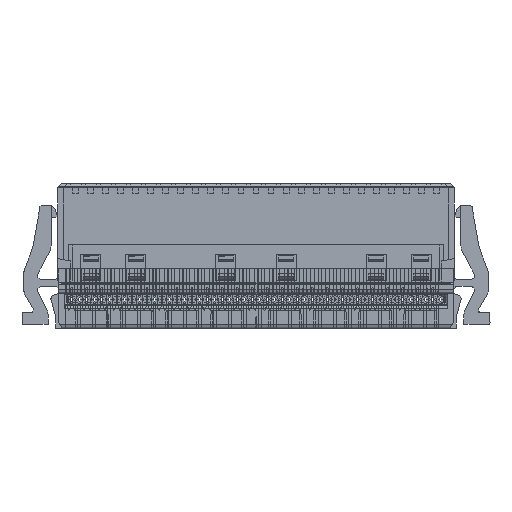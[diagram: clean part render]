
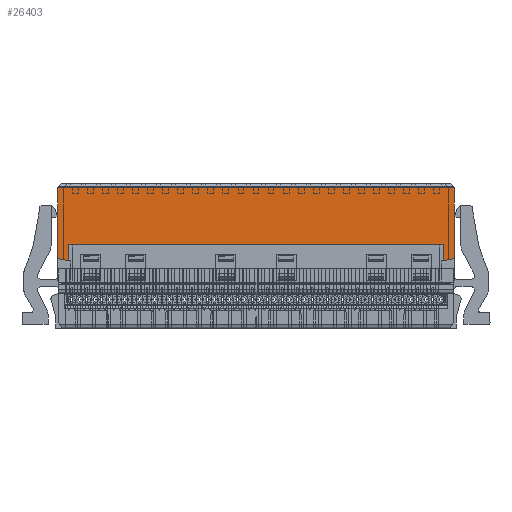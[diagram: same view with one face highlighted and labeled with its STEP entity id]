
A CAD part, front view. The second image highlights one B-rep face of the part: STEP entity #26403.
In plain terms, the highlighted planar face has unit normal (0, -1, 0).
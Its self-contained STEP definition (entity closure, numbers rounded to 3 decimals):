
#26353=AXIS2_PLACEMENT_3D('Plane Axis2P3D',#26350,#26351,#26352) ;
#24638=CARTESIAN_POINT('Vertex',(1.193,-409.175,9.429)) ;
#24641=CARTESIAN_POINT('Line Origine',(1.193,-409.175,6.439)) ;
#24645=CARTESIAN_POINT('Vertex',(1.193,-409.175,3.45)) ;
#25308=CARTESIAN_POINT('Vertex',(-32.308,-409.175,3.45)) ;
#25311=CARTESIAN_POINT('Line Origine',(-32.308,-409.175,6.439)) ;
#25315=CARTESIAN_POINT('Vertex',(-32.307,-409.175,9.429)) ;
#26350=CARTESIAN_POINT('Axis2P3D Location',(-32.552,-409.175,9.97)) ;
#26355=CARTESIAN_POINT('Line Origine',(-15.557,-409.175,9.429)) ;
#26360=CARTESIAN_POINT('Line Origine',(-31.867,-409.175,3.372)) ;
#26364=CARTESIAN_POINT('Vertex',(-31.428,-409.175,3.295)) ;
#26367=CARTESIAN_POINT('Line Origine',(-31.428,-409.175,3.972)) ;
#26371=CARTESIAN_POINT('Vertex',(-31.427,-409.175,4.65)) ;
#26374=CARTESIAN_POINT('Line Origine',(-15.558,-409.175,4.65)) ;
#26378=CARTESIAN_POINT('Vertex',(0.313,-409.175,4.65)) ;
#26381=CARTESIAN_POINT('Line Origine',(0.313,-409.175,3.972)) ;
#26385=CARTESIAN_POINT('Vertex',(0.313,-409.175,3.295)) ;
#26388=CARTESIAN_POINT('Line Origine',(0.753,-409.175,3.372)) ;
#24642=DIRECTION('Vector Direction',(0.,0.,1.)) ;
#25312=DIRECTION('Vector Direction',(0.,0.,-1.)) ;
#26351=DIRECTION('Axis2P3D Direction',(0.,-1.,0.)) ;
#26352=DIRECTION('Axis2P3D XDirection',(0.,0.,1.)) ;
#26356=DIRECTION('Vector Direction',(-1.,0.,0.)) ;
#26361=DIRECTION('Vector Direction',(0.985,0.,-0.174)) ;
#26368=DIRECTION('Vector Direction',(0.,0.,1.)) ;
#26375=DIRECTION('Vector Direction',(1.,0.,0.)) ;
#26382=DIRECTION('Vector Direction',(0.,0.,-1.)) ;
#26389=DIRECTION('Vector Direction',(0.985,0.,0.174)) ;
#24643=VECTOR('Line Direction',#24642,1.) ;
#25313=VECTOR('Line Direction',#25312,1.) ;
#26357=VECTOR('Line Direction',#26356,1.) ;
#26362=VECTOR('Line Direction',#26361,1.) ;
#26369=VECTOR('Line Direction',#26368,1.) ;
#26376=VECTOR('Line Direction',#26375,1.) ;
#26383=VECTOR('Line Direction',#26382,1.) ;
#26390=VECTOR('Line Direction',#26389,1.) ;
#26394=ORIENTED_EDGE('',*,*,#26359,.T.) ;
#26395=ORIENTED_EDGE('',*,*,#25317,.T.) ;
#26396=ORIENTED_EDGE('',*,*,#26366,.T.) ;
#26397=ORIENTED_EDGE('',*,*,#26373,.T.) ;
#26398=ORIENTED_EDGE('',*,*,#26380,.T.) ;
#26399=ORIENTED_EDGE('',*,*,#26387,.T.) ;
#26400=ORIENTED_EDGE('',*,*,#26392,.T.) ;
#26401=ORIENTED_EDGE('',*,*,#24647,.T.) ;
#26403=ADVANCED_FACE('1002\\MANIFOLD_SOLID_BREP #26513',(#26402),#26354,.T.) ;
#24647=EDGE_CURVE('',#24646,#24639,#24644,.T.) ;
#25317=EDGE_CURVE('',#25316,#25309,#25314,.T.) ;
#26359=EDGE_CURVE('',#24639,#25316,#26358,.T.) ;
#26366=EDGE_CURVE('',#25309,#26365,#26363,.T.) ;
#26373=EDGE_CURVE('',#26365,#26372,#26370,.T.) ;
#26380=EDGE_CURVE('',#26372,#26379,#26377,.T.) ;
#26387=EDGE_CURVE('',#26379,#26386,#26384,.T.) ;
#26392=EDGE_CURVE('',#26386,#24646,#26391,.T.) ;
#26393=EDGE_LOOP('',(#26394,#26395,#26396,#26397,#26398,#26399,#26400,#26401)) ;
#26402=FACE_OUTER_BOUND('',#26393,.T.) ;
#24644=LINE('Line',#24641,#24643) ;
#25314=LINE('Line',#25311,#25313) ;
#26358=LINE('Line',#26355,#26357) ;
#26363=LINE('Line',#26360,#26362) ;
#26370=LINE('Line',#26367,#26369) ;
#26377=LINE('Line',#26374,#26376) ;
#26384=LINE('Line',#26381,#26383) ;
#26391=LINE('Line',#26388,#26390) ;
#26354=PLANE('',#26353) ;
#24639=VERTEX_POINT('',#24638) ;
#24646=VERTEX_POINT('',#24645) ;
#25309=VERTEX_POINT('',#25308) ;
#25316=VERTEX_POINT('',#25315) ;
#26365=VERTEX_POINT('',#26364) ;
#26372=VERTEX_POINT('',#26371) ;
#26379=VERTEX_POINT('',#26378) ;
#26386=VERTEX_POINT('',#26385) ;
